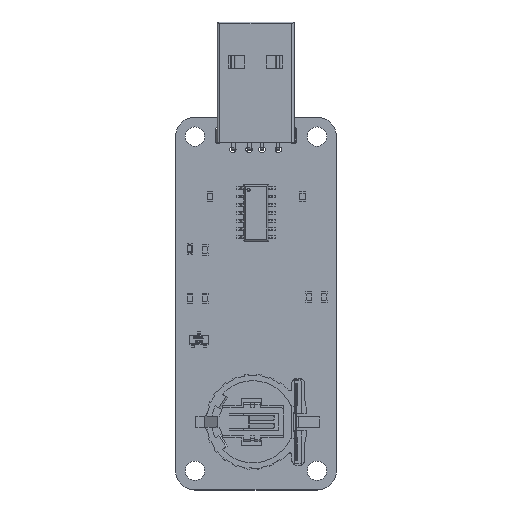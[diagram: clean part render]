
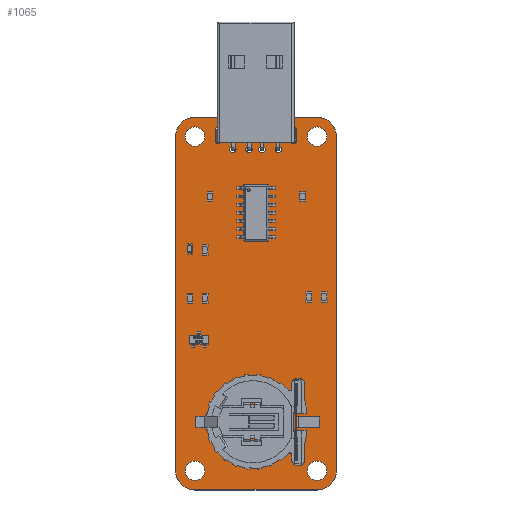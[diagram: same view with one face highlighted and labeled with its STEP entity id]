
A CAD part, top view. The second image highlights one B-rep face of the part: STEP entity #1065.
In plain terms, the highlighted planar face has unit normal (0, 0, 1).
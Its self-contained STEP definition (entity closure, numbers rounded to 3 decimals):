
#100 = VERTEX_POINT('',#101);
#101 = CARTESIAN_POINT('',(-3.,0.,0.411));
#107 = EDGE_CURVE('',#100,#108,#110,.T.);
#108 = VERTEX_POINT('',#109);
#109 = CARTESIAN_POINT('',(-3.,52.,0.411));
#110 = LINE('',#111,#112);
#111 = CARTESIAN_POINT('',(-3.,0.,0.411));
#112 = VECTOR('',#113,1.);
#113 = DIRECTION('',(0.,1.,0.));
#138 = EDGE_CURVE('',#108,#139,#141,.T.);
#139 = VERTEX_POINT('',#140);
#140 = CARTESIAN_POINT('',(0.,55.,0.411));
#141 = CIRCLE('',#142,3.001);
#142 = AXIS2_PLACEMENT_3D('',#143,#144,#145);
#143 = CARTESIAN_POINT('',(0.001,51.999,0.411)
  );
#144 = DIRECTION('',(0.,0.,-1.));
#145 = DIRECTION('',(-1.,0.,0.));
#171 = EDGE_CURVE('',#139,#172,#174,.T.);
#172 = VERTEX_POINT('',#173);
#173 = CARTESIAN_POINT('',(19.,55.,0.411));
#174 = LINE('',#175,#176);
#175 = CARTESIAN_POINT('',(0.,55.,0.411));
#176 = VECTOR('',#177,1.);
#177 = DIRECTION('',(1.,0.,0.));
#202 = EDGE_CURVE('',#172,#203,#205,.T.);
#203 = VERTEX_POINT('',#204);
#204 = CARTESIAN_POINT('',(22.,52.,0.411));
#205 = CIRCLE('',#206,3.001);
#206 = AXIS2_PLACEMENT_3D('',#207,#208,#209);
#207 = CARTESIAN_POINT('',(18.999,51.999,0.411));
#208 = DIRECTION('',(0.,0.,-1.));
#209 = DIRECTION('',(0.,1.,0.));
#235 = EDGE_CURVE('',#203,#236,#238,.T.);
#236 = VERTEX_POINT('',#237);
#237 = CARTESIAN_POINT('',(22.,0.,0.411));
#238 = LINE('',#239,#240);
#239 = CARTESIAN_POINT('',(22.,52.,0.411));
#240 = VECTOR('',#241,1.);
#241 = DIRECTION('',(0.,-1.,0.));
#266 = EDGE_CURVE('',#236,#267,#269,.T.);
#267 = VERTEX_POINT('',#268);
#268 = CARTESIAN_POINT('',(19.,-3.,0.411));
#269 = CIRCLE('',#270,3.001);
#270 = AXIS2_PLACEMENT_3D('',#271,#272,#273);
#271 = CARTESIAN_POINT('',(18.999,0.001,0.411)
  );
#272 = DIRECTION('',(0.,0.,-1.));
#273 = DIRECTION('',(1.,0.,0.));
#299 = EDGE_CURVE('',#267,#300,#302,.T.);
#300 = VERTEX_POINT('',#301);
#301 = CARTESIAN_POINT('',(0.,-3.,0.411));
#302 = LINE('',#303,#304);
#303 = CARTESIAN_POINT('',(19.,-3.,0.411));
#304 = VECTOR('',#305,1.);
#305 = DIRECTION('',(-1.,0.,0.));
#330 = EDGE_CURVE('',#300,#100,#331,.T.);
#331 = CIRCLE('',#332,3.001);
#332 = AXIS2_PLACEMENT_3D('',#333,#334,#335);
#333 = CARTESIAN_POINT('',(0.001,0.001,
    0.411));
#334 = DIRECTION('',(0.,0.,-1.));
#335 = DIRECTION('',(0.,-1.,0.));
#356 = VERTEX_POINT('',#357);
#357 = CARTESIAN_POINT('',(1.5,0.,0.411));
#363 = EDGE_CURVE('',#356,#356,#364,.T.);
#364 = CIRCLE('',#365,1.5);
#365 = AXIS2_PLACEMENT_3D('',#366,#367,#368);
#366 = CARTESIAN_POINT('',(0.,0.,0.411));
#367 = DIRECTION('',(0.,0.,1.));
#368 = DIRECTION('',(1.,0.,0.));
#389 = VERTEX_POINT('',#390);
#390 = CARTESIAN_POINT('',(6.465,7.59,0.411));
#396 = EDGE_CURVE('',#389,#389,#397,.T.);
#397 = CIRCLE('',#398,0.75);
#398 = AXIS2_PLACEMENT_3D('',#399,#400,#401);
#399 = CARTESIAN_POINT('',(5.715,7.59,0.411));
#400 = DIRECTION('',(0.,0.,1.));
#401 = DIRECTION('',(1.,0.,0.));
#422 = VERTEX_POINT('',#423);
#423 = CARTESIAN_POINT('',(8.935,49.99,0.411));
#429 = EDGE_CURVE('',#422,#422,#430,.T.);
#430 = CIRCLE('',#431,0.5);
#431 = AXIS2_PLACEMENT_3D('',#432,#433,#434);
#432 = CARTESIAN_POINT('',(8.435,49.99,0.411));
#433 = DIRECTION('',(0.,0.,1.));
#434 = DIRECTION('',(1.,0.,0.));
#455 = VERTEX_POINT('',#456);
#456 = CARTESIAN_POINT('',(4.125,52.99,0.411));
#462 = EDGE_CURVE('',#455,#463,#465,.T.);
#463 = VERTEX_POINT('',#464);
#464 = CARTESIAN_POINT('',(3.125,52.99,0.411));
#465 = CIRCLE('',#466,0.5);
#466 = AXIS2_PLACEMENT_3D('',#467,#468,#469);
#467 = CARTESIAN_POINT('',(3.625,52.99,0.411));
#468 = DIRECTION('',(0.,0.,1.));
#469 = DIRECTION('',(1.,0.,0.));
#497 = VERTEX_POINT('',#498);
#498 = CARTESIAN_POINT('',(4.125,51.39,0.411));
#504 = EDGE_CURVE('',#497,#455,#505,.T.);
#505 = LINE('',#506,#507);
#506 = CARTESIAN_POINT('',(4.125,51.39,0.411));
#507 = VECTOR('',#508,1.);
#508 = DIRECTION('',(0.,1.,0.));
#528 = VERTEX_POINT('',#529);
#529 = CARTESIAN_POINT('',(3.125,51.39,0.411));
#535 = EDGE_CURVE('',#528,#497,#536,.T.);
#536 = CIRCLE('',#537,0.5);
#537 = AXIS2_PLACEMENT_3D('',#538,#539,#540);
#538 = CARTESIAN_POINT('',(3.625,51.39,0.411));
#539 = DIRECTION('',(0.,0.,1.));
#540 = DIRECTION('',(-1.,0.,0.));
#559 = EDGE_CURVE('',#463,#528,#560,.T.);
#560 = LINE('',#561,#562);
#561 = CARTESIAN_POINT('',(3.125,52.99,0.411));
#562 = VECTOR('',#563,1.);
#563 = DIRECTION('',(0.,-1.,0.));
#583 = VERTEX_POINT('',#584);
#584 = CARTESIAN_POINT('',(1.5,52.,0.411));
#590 = EDGE_CURVE('',#583,#583,#591,.T.);
#591 = CIRCLE('',#592,1.5);
#592 = AXIS2_PLACEMENT_3D('',#593,#594,#595);
#593 = CARTESIAN_POINT('',(0.,52.,0.411));
#594 = DIRECTION('',(0.,0.,1.));
#595 = DIRECTION('',(1.,0.,0.));
#616 = VERTEX_POINT('',#617);
#617 = CARTESIAN_POINT('',(6.395,49.99,0.411));
#623 = EDGE_CURVE('',#616,#616,#624,.T.);
#624 = CIRCLE('',#625,0.5);
#625 = AXIS2_PLACEMENT_3D('',#626,#627,#628);
#626 = CARTESIAN_POINT('',(5.895,49.99,0.411));
#627 = DIRECTION('',(0.,0.,1.));
#628 = DIRECTION('',(1.,0.,0.));
#649 = VERTEX_POINT('',#650);
#650 = CARTESIAN_POINT('',(7.8,52.19,0.411));
#656 = EDGE_CURVE('',#649,#649,#657,.T.);
#657 = CIRCLE('',#658,0.6);
#658 = AXIS2_PLACEMENT_3D('',#659,#660,#661);
#659 = CARTESIAN_POINT('',(7.2,52.19,0.411));
#660 = DIRECTION('',(0.,0.,1.));
#661 = DIRECTION('',(1.,0.,0.));
#682 = VERTEX_POINT('',#683);
#683 = CARTESIAN_POINT('',(10.935,49.99,0.411));
#689 = EDGE_CURVE('',#682,#682,#690,.T.);
#690 = CIRCLE('',#691,0.5);
#691 = AXIS2_PLACEMENT_3D('',#692,#693,#694);
#692 = CARTESIAN_POINT('',(10.435,49.99,0.411));
#693 = DIRECTION('',(0.,0.,1.));
#694 = DIRECTION('',(1.,0.,0.));
#715 = VERTEX_POINT('',#716);
#716 = CARTESIAN_POINT('',(20.5,0.,0.411));
#722 = EDGE_CURVE('',#715,#715,#723,.T.);
#723 = CIRCLE('',#724,1.5);
#724 = AXIS2_PLACEMENT_3D('',#725,#726,#727);
#725 = CARTESIAN_POINT('',(19.,0.,0.411));
#726 = DIRECTION('',(0.,0.,1.));
#727 = DIRECTION('',(1.,0.,0.));
#748 = VERTEX_POINT('',#749);
#749 = CARTESIAN_POINT('',(13.715,7.59,0.411));
#755 = EDGE_CURVE('',#748,#748,#756,.T.);
#756 = CIRCLE('',#757,0.75);
#757 = AXIS2_PLACEMENT_3D('',#758,#759,#760);
#758 = CARTESIAN_POINT('',(12.965,7.59,0.411));
#759 = DIRECTION('',(0.,0.,1.));
#760 = DIRECTION('',(1.,0.,0.));
#781 = VERTEX_POINT('',#782);
#782 = CARTESIAN_POINT('',(13.475,49.99,0.411));
#788 = EDGE_CURVE('',#781,#781,#789,.T.);
#789 = CIRCLE('',#790,0.5);
#790 = AXIS2_PLACEMENT_3D('',#791,#792,#793);
#791 = CARTESIAN_POINT('',(12.975,49.99,0.411));
#792 = DIRECTION('',(0.,0.,1.));
#793 = DIRECTION('',(1.,0.,0.));
#814 = VERTEX_POINT('',#815);
#815 = CARTESIAN_POINT('',(12.35,52.19,0.411));
#821 = EDGE_CURVE('',#814,#814,#822,.T.);
#822 = CIRCLE('',#823,0.6);
#823 = AXIS2_PLACEMENT_3D('',#824,#825,#826);
#824 = CARTESIAN_POINT('',(11.75,52.19,0.411));
#825 = DIRECTION('',(0.,0.,1.));
#826 = DIRECTION('',(1.,0.,0.));
#847 = VERTEX_POINT('',#848);
#848 = CARTESIAN_POINT('',(15.825,52.99,0.411));
#854 = EDGE_CURVE('',#847,#855,#857,.T.);
#855 = VERTEX_POINT('',#856);
#856 = CARTESIAN_POINT('',(14.825,52.99,0.411));
#857 = CIRCLE('',#858,0.5);
#858 = AXIS2_PLACEMENT_3D('',#859,#860,#861);
#859 = CARTESIAN_POINT('',(15.325,52.99,0.411));
#860 = DIRECTION('',(0.,0.,1.));
#861 = DIRECTION('',(1.,0.,0.));
#889 = VERTEX_POINT('',#890);
#890 = CARTESIAN_POINT('',(15.825,51.39,0.411));
#896 = EDGE_CURVE('',#889,#847,#897,.T.);
#897 = LINE('',#898,#899);
#898 = CARTESIAN_POINT('',(15.825,51.39,0.411));
#899 = VECTOR('',#900,1.);
#900 = DIRECTION('',(0.,1.,0.));
#920 = VERTEX_POINT('',#921);
#921 = CARTESIAN_POINT('',(14.825,51.39,0.411));
#927 = EDGE_CURVE('',#920,#889,#928,.T.);
#928 = CIRCLE('',#929,0.5);
#929 = AXIS2_PLACEMENT_3D('',#930,#931,#932);
#930 = CARTESIAN_POINT('',(15.325,51.39,0.411));
#931 = DIRECTION('',(0.,0.,1.));
#932 = DIRECTION('',(-1.,0.,0.));
#951 = EDGE_CURVE('',#855,#920,#952,.T.);
#952 = LINE('',#953,#954);
#953 = CARTESIAN_POINT('',(14.825,52.99,0.411));
#954 = VECTOR('',#955,1.);
#955 = DIRECTION('',(0.,-1.,0.));
#975 = VERTEX_POINT('',#976);
#976 = CARTESIAN_POINT('',(20.5,52.,0.411));
#982 = EDGE_CURVE('',#975,#975,#983,.T.);
#983 = CIRCLE('',#984,1.5);
#984 = AXIS2_PLACEMENT_3D('',#985,#986,#987);
#985 = CARTESIAN_POINT('',(19.,52.,0.411));
#986 = DIRECTION('',(0.,0.,1.));
#987 = DIRECTION('',(1.,0.,0.));
#1065 = ADVANCED_FACE('',(#1066,#1076,#1079,#1082,#1085,#1091,#1094,
    #1097,#1100,#1103,#1106,#1109,#1112,#1115,#1121),#1124,.T.);
#1066 = FACE_BOUND('',#1067,.F.);
#1067 = EDGE_LOOP('',(#1068,#1069,#1070,#1071,#1072,#1073,#1074,#1075));
#1068 = ORIENTED_EDGE('',*,*,#107,.T.);
#1069 = ORIENTED_EDGE('',*,*,#138,.T.);
#1070 = ORIENTED_EDGE('',*,*,#171,.T.);
#1071 = ORIENTED_EDGE('',*,*,#202,.T.);
#1072 = ORIENTED_EDGE('',*,*,#235,.T.);
#1073 = ORIENTED_EDGE('',*,*,#266,.T.);
#1074 = ORIENTED_EDGE('',*,*,#299,.T.);
#1075 = ORIENTED_EDGE('',*,*,#330,.T.);
#1076 = FACE_BOUND('',#1077,.T.);
#1077 = EDGE_LOOP('',(#1078));
#1078 = ORIENTED_EDGE('',*,*,#363,.F.);
#1079 = FACE_BOUND('',#1080,.T.);
#1080 = EDGE_LOOP('',(#1081));
#1081 = ORIENTED_EDGE('',*,*,#396,.F.);
#1082 = FACE_BOUND('',#1083,.T.);
#1083 = EDGE_LOOP('',(#1084));
#1084 = ORIENTED_EDGE('',*,*,#429,.F.);
#1085 = FACE_BOUND('',#1086,.T.);
#1086 = EDGE_LOOP('',(#1087,#1088,#1089,#1090));
#1087 = ORIENTED_EDGE('',*,*,#462,.F.);
#1088 = ORIENTED_EDGE('',*,*,#504,.F.);
#1089 = ORIENTED_EDGE('',*,*,#535,.F.);
#1090 = ORIENTED_EDGE('',*,*,#559,.F.);
#1091 = FACE_BOUND('',#1092,.T.);
#1092 = EDGE_LOOP('',(#1093));
#1093 = ORIENTED_EDGE('',*,*,#590,.F.);
#1094 = FACE_BOUND('',#1095,.T.);
#1095 = EDGE_LOOP('',(#1096));
#1096 = ORIENTED_EDGE('',*,*,#623,.F.);
#1097 = FACE_BOUND('',#1098,.T.);
#1098 = EDGE_LOOP('',(#1099));
#1099 = ORIENTED_EDGE('',*,*,#656,.F.);
#1100 = FACE_BOUND('',#1101,.T.);
#1101 = EDGE_LOOP('',(#1102));
#1102 = ORIENTED_EDGE('',*,*,#689,.F.);
#1103 = FACE_BOUND('',#1104,.T.);
#1104 = EDGE_LOOP('',(#1105));
#1105 = ORIENTED_EDGE('',*,*,#722,.F.);
#1106 = FACE_BOUND('',#1107,.T.);
#1107 = EDGE_LOOP('',(#1108));
#1108 = ORIENTED_EDGE('',*,*,#755,.F.);
#1109 = FACE_BOUND('',#1110,.T.);
#1110 = EDGE_LOOP('',(#1111));
#1111 = ORIENTED_EDGE('',*,*,#788,.F.);
#1112 = FACE_BOUND('',#1113,.T.);
#1113 = EDGE_LOOP('',(#1114));
#1114 = ORIENTED_EDGE('',*,*,#821,.F.);
#1115 = FACE_BOUND('',#1116,.T.);
#1116 = EDGE_LOOP('',(#1117,#1118,#1119,#1120));
#1117 = ORIENTED_EDGE('',*,*,#854,.F.);
#1118 = ORIENTED_EDGE('',*,*,#896,.F.);
#1119 = ORIENTED_EDGE('',*,*,#927,.F.);
#1120 = ORIENTED_EDGE('',*,*,#951,.F.);
#1121 = FACE_BOUND('',#1122,.T.);
#1122 = EDGE_LOOP('',(#1123));
#1123 = ORIENTED_EDGE('',*,*,#982,.F.);
#1124 = PLANE('',#1125);
#1125 = AXIS2_PLACEMENT_3D('',#1126,#1127,#1128);
#1126 = CARTESIAN_POINT('',(-3.,0.,0.411));
#1127 = DIRECTION('',(0.,0.,1.));
#1128 = DIRECTION('',(1.,0.,0.));
